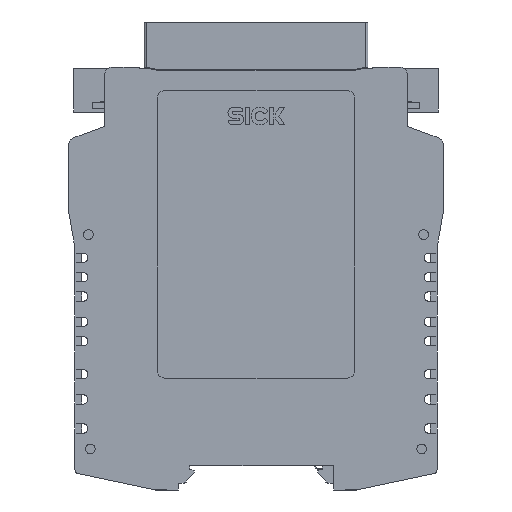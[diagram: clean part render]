
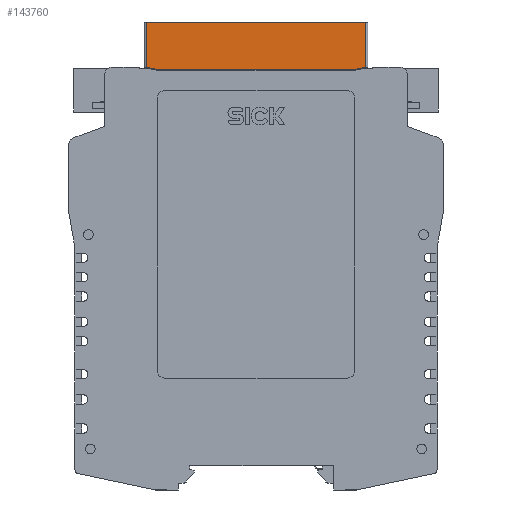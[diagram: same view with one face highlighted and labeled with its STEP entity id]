
A CAD part, left-side view. The second image highlights one B-rep face of the part: STEP entity #143760.
In plain terms, the highlighted planar face has unit normal (-1, 0, 0).
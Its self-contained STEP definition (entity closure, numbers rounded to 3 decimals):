
#7590=CARTESIAN_POINT('',(125.,0.12,108.3));
#7600=VERTEX_POINT('',#7590);
#7630=CARTESIAN_POINT('',(125.,11.939,106.216));
#7640=DIRECTION('',(0.,0.985,-0.174));
#7650=VECTOR('',#7640,1.);
#7660=LINE('',#7630,#7650);
#7670=CARTESIAN_POINT('',(125.,-3.25,108.894));
#7680=VERTEX_POINT('',#7670);
#7690=EDGE_CURVE('',#7680,#7600,#7660,.T.);
#32820=CARTESIAN_POINT('',(125.,-3.25,120.6));
#32830=DIRECTION('',(0.,0.,1.));
#32840=VECTOR('',#32830,1.);
#32850=LINE('',#32820,#32840);
#32860=CARTESIAN_POINT('',(125.,-3.25,120.6));
#32870=VERTEX_POINT('',#32860);
#32880=EDGE_CURVE('',#7680,#32870,#32850,.T.);
#37200=CARTESIAN_POINT('',(125.,11.939,108.3));
#37210=DIRECTION('',(0.,1.,0.));
#37220=VECTOR('',#37210,1.);
#37230=LINE('',#37200,#37220);
#37240=CARTESIAN_POINT('',(125.,49.88,108.3));
#37250=VERTEX_POINT('',#37240);
#37260=EDGE_CURVE('',#7600,#37250,#37230,.T.);
#74420=CARTESIAN_POINT('',(125.,53.25,108.894));
#74430=VERTEX_POINT('',#74420);
#74460=CARTESIAN_POINT('',(125.,-80.842,85.25));
#74470=DIRECTION('',(0.,-0.985,-0.174));
#74480=VECTOR('',#74470,1.);
#74490=LINE('',#74460,#74480);
#74500=EDGE_CURVE('',#74430,#37250,#74490,.T.);
#108990=CARTESIAN_POINT('',(125.,-80.842,120.6));
#109000=DIRECTION('',(0.,1.,0.));
#109010=VECTOR('',#109000,1.);
#109020=LINE('',#108990,#109010);
#109030=CARTESIAN_POINT('',(125.,53.25,120.6));
#109040=VERTEX_POINT('',#109030);
#109050=EDGE_CURVE('',#32870,#109040,#109020,.T.);
#141150=CARTESIAN_POINT('',(125.,53.25,120.6));
#141160=DIRECTION('',(0.,0.,1.));
#141170=VECTOR('',#141160,1.);
#141180=LINE('',#141150,#141170);
#141190=EDGE_CURVE('',#74430,#109040,#141180,.T.);
#143630=CARTESIAN_POINT('',(125.,25.,65.862));
#143640=DIRECTION('',(-1.,-0.,0.));
#143650=DIRECTION('',(0.,-1.,0.));
#143660=AXIS2_PLACEMENT_3D('',#143630,#143640,#143650);
#143670=PLANE('',#143660);
#143680=ORIENTED_EDGE('',*,*,#37260,.F.);
#143690=ORIENTED_EDGE('',*,*,#74500,.T.);
#143700=ORIENTED_EDGE('',*,*,#141190,.F.);
#143710=ORIENTED_EDGE('',*,*,#109050,.T.);
#143720=ORIENTED_EDGE('',*,*,#32880,.T.);
#143730=ORIENTED_EDGE('',*,*,#7690,.F.);
#143740=EDGE_LOOP('',(#143730,#143720,#143710,#143700,#143690,#143680));
#143750=FACE_OUTER_BOUND('',#143740,.T.);
#143760=ADVANCED_FACE('',(#143750),#143670,.T.);
